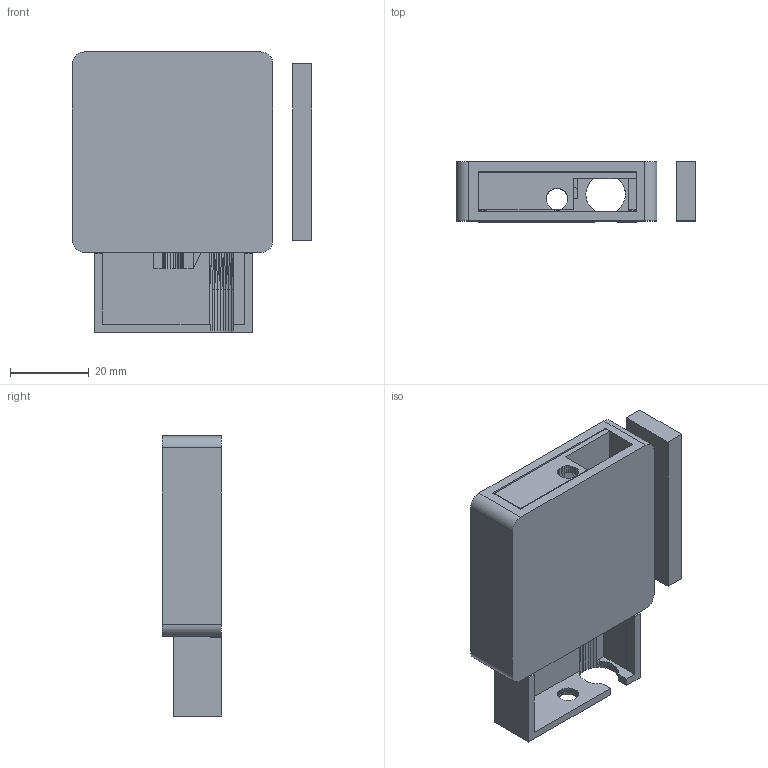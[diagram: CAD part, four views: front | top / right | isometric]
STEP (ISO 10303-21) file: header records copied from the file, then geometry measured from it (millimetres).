
FILE_DESCRIPTION(/* description */ (''),/* implementation_level */ '2;1');
FILE_NAME(/* name */ 'BaseCase_AlignmentSupport_detent.stp',/* time_stamp */ '2025-11-04T21:29:30-05:00',/* author */ ('sadi.canturk'),/* organization */ (''),/* preprocessor_version */ 'ST-DEVELOPER v20.1',/* originating_system */ 'Autodesk Inventor 2026',/* authorisation */ '');
FILE_SCHEMA (('AUTOMOTIVE_DESIGN { 1 0 10303 214 3 1 1 }'));
Length unit declared in the file: millimetre
Products named in the file (3): Case_tray; BaseCase_AlignmentSupport; Small Magnet tray v0.4.2
Assembly tree (2 placements, depth 2):
  Case_tray
    BaseCase_AlignmentSupport
    Small Magnet tray v0.4.2
Bounding box: 60.63 x 15.21 x 71 mm (x, y, z)
Volume: 29130.5 mm3; surface area: 24341.3 mm2
Topology: 3 solids, 3 shells, 650 faces, 1664 edges, 1068 vertices
Faces by surface type: plane 454, bspline 192, cylinder 4
Entity records: 20867 total; most frequent: CARTESIAN_POINT 6448, ORIENTED_EDGE 3304, DIRECTION 2202, EDGE_CURVE 1652, LINE 1260, VECTOR 1260, VERTEX_POINT 1043, EDGE_LOOP 695
